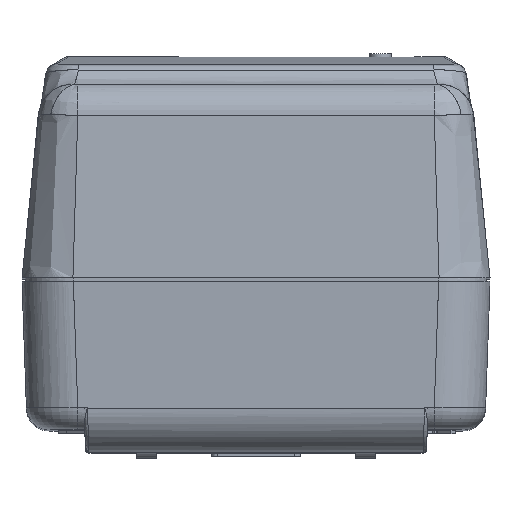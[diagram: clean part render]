
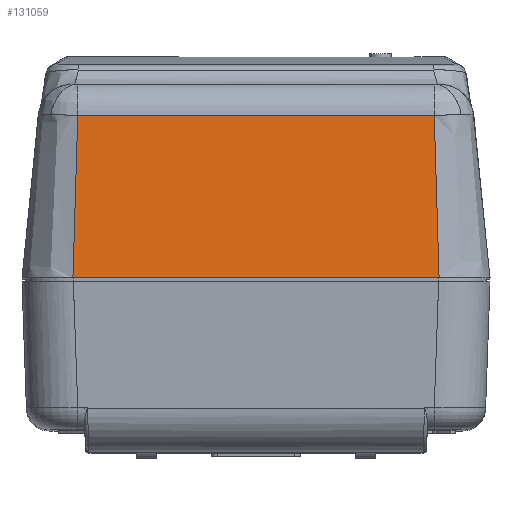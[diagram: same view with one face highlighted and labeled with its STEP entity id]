
A CAD part, top view. The second image highlights one B-rep face of the part: STEP entity #131059.
In plain terms, the highlighted planar face has unit normal (0, 0.062, 0.998).
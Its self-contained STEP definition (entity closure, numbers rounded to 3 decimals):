
#126669=DIRECTION('',(1.,0.,0.));
#126670=VECTOR('',#126669,31.229);
#126671=CARTESIAN_POINT('',(-15.614,14.236,
36.114));
#126672=LINE('',#126671,#126670);
#126673=CARTESIAN_POINT('',(15.614,14.236,
36.114));
#126674=CARTESIAN_POINT('',(15.63,13.642,
36.151));
#126675=CARTESIAN_POINT('',(15.662,12.407,
36.228));
#126676=CARTESIAN_POINT('',(15.713,10.497,
36.348));
#126677=CARTESIAN_POINT('',(15.776,8.292,
36.486));
#126678=CARTESIAN_POINT('',(15.822,6.737,
36.583));
#126679=CARTESIAN_POINT('',(15.89,4.547,
36.72));
#126680=CARTESIAN_POINT('',(15.948,2.706,
36.835));
#126681=CARTESIAN_POINT('',(16.006,0.948,
36.945));
#126682=CARTESIAN_POINT('',(16.038,0.,
37.004));
#126684=DIRECTION('',(-1.,0.,0.));
#126685=VECTOR('',#126684,32.076);
#126686=CARTESIAN_POINT('',(16.038,0.,
37.004));
#126687=LINE('',#126686,#126685);
#126699=CARTESIAN_POINT('',(-15.614,14.236,
36.114));
#126700=CARTESIAN_POINT('',(-15.629,13.68,
36.149));
#126701=CARTESIAN_POINT('',(-15.66,12.476,
36.224));
#126702=CARTESIAN_POINT('',(-15.715,10.455,
36.35));
#126703=CARTESIAN_POINT('',(-15.783,8.051,
36.501));
#126704=CARTESIAN_POINT('',(-15.83,6.502,
36.598));
#126705=CARTESIAN_POINT('',(-15.891,4.503,
36.722));
#126706=CARTESIAN_POINT('',(-15.959,2.388,
36.855));
#126707=CARTESIAN_POINT('',(-16.01,0.818,
36.953));
#126708=CARTESIAN_POINT('',(-16.038,0.,
37.004));
#130428=VERTEX_POINT('',#126699);
#130429=VERTEX_POINT('',#126708);
#130430=CARTESIAN_POINT('',(15.614,14.236,
36.114));
#130431=VERTEX_POINT('',#130430);
#130432=VERTEX_POINT('',#126682);
#131044=CARTESIAN_POINT('',(0.,7.118,
36.559));
#131045=DIRECTION('',(0.,0.062,0.998));
#131046=DIRECTION('',(1.,0.,0.));
#131047=AXIS2_PLACEMENT_3D('',#131044,#131045,#131046);
#131048=PLANE('',#131047);
#131050=ORIENTED_EDGE('',*,*,#131049,.F.);
#131052=ORIENTED_EDGE('',*,*,#131051,.T.);
#131054=ORIENTED_EDGE('',*,*,#131053,.T.);
#131056=ORIENTED_EDGE('',*,*,#131055,.T.);
#131057=EDGE_LOOP('',(#131050,#131052,#131054,#131056));
#131058=FACE_OUTER_BOUND('',#131057,.F.);
#131059=ADVANCED_FACE('',(#131058),#131048,.T.);
#126683=B_SPLINE_CURVE_WITH_KNOTS('',3,(#126673,#126674,#126675,#126676,#126677,
#126678,#126679,#126680,#126681,#126682),.UNSPECIFIED.,.F.,.F.,(4,1,1,1,1,1,1,
4),(0.,0.143,0.286,0.429,
0.571,0.714,0.857,1.),.UNSPECIFIED.);
#126709=B_SPLINE_CURVE_WITH_KNOTS('',3,(#126699,#126700,#126701,#126702,#126703,
#126704,#126705,#126706,#126707,#126708),.UNSPECIFIED.,.F.,.F.,(4,1,1,1,1,1,1,
4),(0.,0.143,0.286,0.429,
0.571,0.714,0.857,1.),.UNSPECIFIED.);
#131049=EDGE_CURVE('',#130428,#130429,#126709,.T.);
#131051=EDGE_CURVE('',#130428,#130431,#126672,.T.);
#131053=EDGE_CURVE('',#130431,#130432,#126683,.T.);
#131055=EDGE_CURVE('',#130432,#130429,#126687,.T.);
